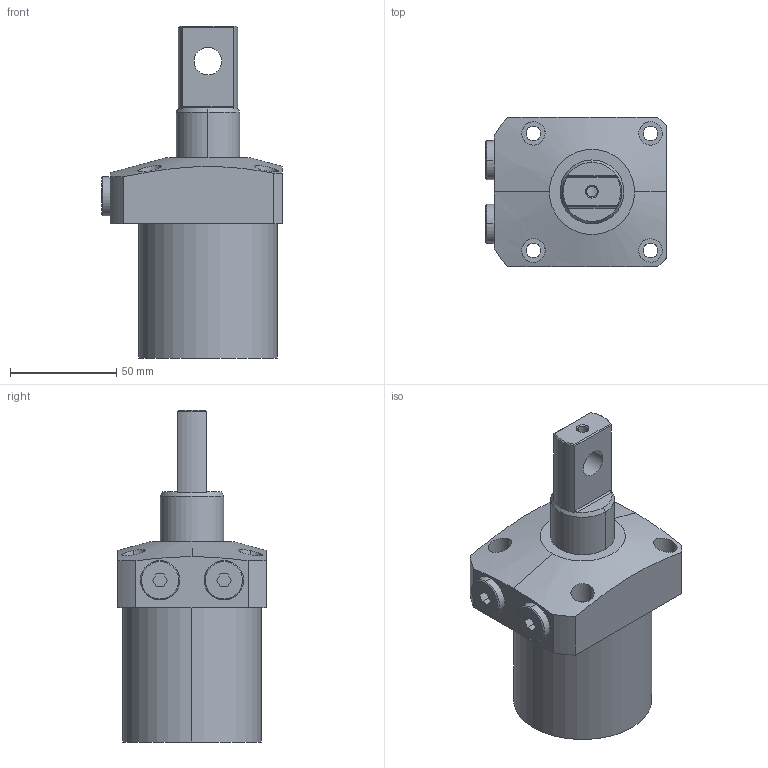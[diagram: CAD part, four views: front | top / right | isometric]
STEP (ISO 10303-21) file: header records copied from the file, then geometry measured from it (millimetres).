
FILE_DESCRIPTION (( 'STEP AP203' ), '1' );
FILE_NAME ('CHA-065Dx90G.STEP', '2019-12-06T08:52:20', ( '' ), ( '' ), 'SwSTEP 2.0', 'SolidWorks 2017', '' );
FILE_SCHEMA (( 'CONFIG_CONTROL_DESIGN' ));
Length unit declared in the file: millimetre
Products named in the file (4): G1-4黑芛; CHA-065掛极; CHA-50D(双臂）活塞杆; CHA-065Dx90G
Assembly tree (4 placements, depth 2):
  CHA-065Dx90G
    CHA-065掛极
    CHA-50D(双臂）活塞杆
    G1-4黑芛  x2
Bounding box: 85 x 70 x 156 mm (x, y, z)
Volume: 350367.3 mm3; surface area: 60614.2 mm2
Topology: 4 solids, 4 shells, 116 faces, 266 edges, 172 vertices
Faces by surface type: cylinder 56, plane 48, cone 12
Entity records: 3874 total; most frequent: CARTESIAN_POINT 1107, DIRECTION 502, ORIENTED_EDGE 464, EDGE_CURVE 232, AXIS2_PLACEMENT_3D 201, VERTEX_POINT 150, EDGE_LOOP 128, FACE_OUTER_BOUND 100
